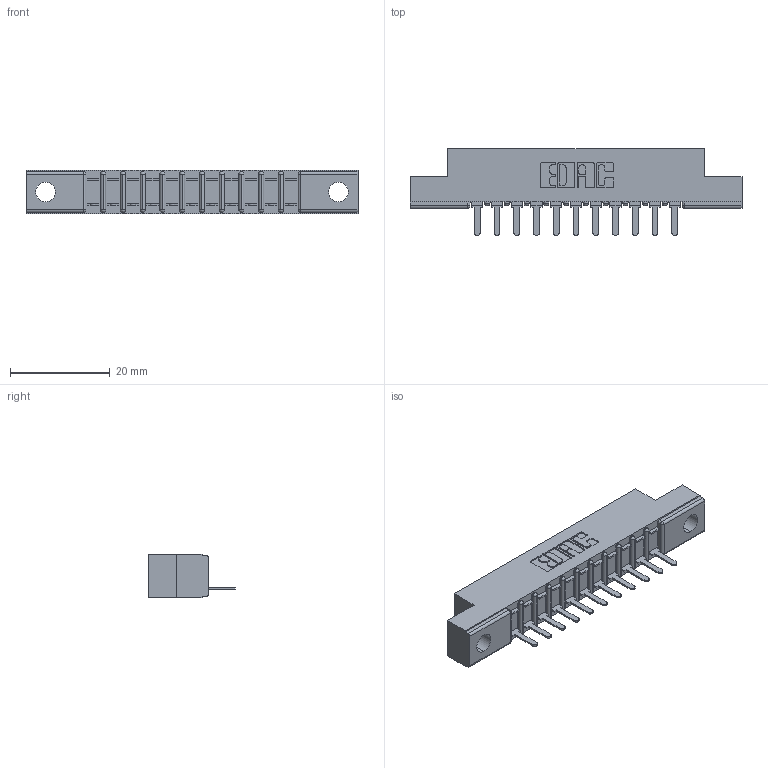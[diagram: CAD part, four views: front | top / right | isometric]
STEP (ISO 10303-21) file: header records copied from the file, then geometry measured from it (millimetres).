
FILE_DESCRIPTION (( 'STEP AP203' ), '1' );
FILE_NAME ('307-011-421-102.STEP', '2020-09-25T10:04:31', ( '' ), ( '' ), 'SwSTEP 2.0', 'SolidWorks 2020', '' );
FILE_SCHEMA (( 'CONFIG_CONTROL_DESIGN' ));
Length unit declared in the file: inch
Products named in the file (3): 307 Part_.128 Dia Mounting Holes; 307-011-421-102; 307-290-002_521
Assembly tree (12 placements, depth 2):
  307-011-421-102
    307 Part_.128 Dia Mounting Holes
    307-290-002_521  x11
Bounding box: 66.6 x 17.42 x 8.71 mm (x, y, z)
Volume: 4303.8 mm3; surface area: 7070.9 mm2
Topology: 12 solids, 12 shells, 944 faces, 2875 edges, 1882 vertices
Faces by surface type: plane 565, cylinder 355, sphere 24
Entity records: 13972 total; most frequent: CARTESIAN_POINT 2352, ORIENTED_EDGE 2342, DIRECTION 2299, EDGE_CURVE 1171, VECTOR 881, LINE 881, VERTEX_POINT 762, AXIS2_PLACEMENT_3D 709
